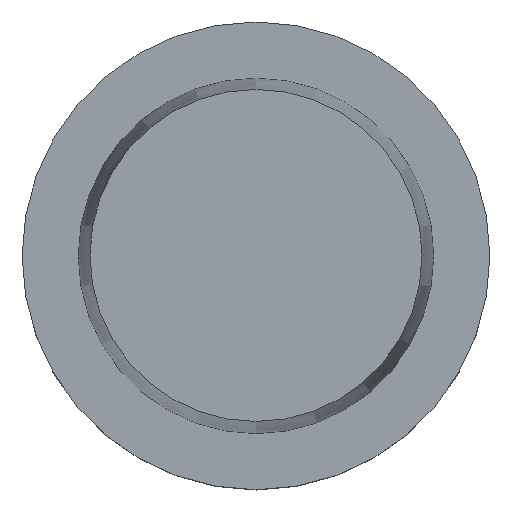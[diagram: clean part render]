
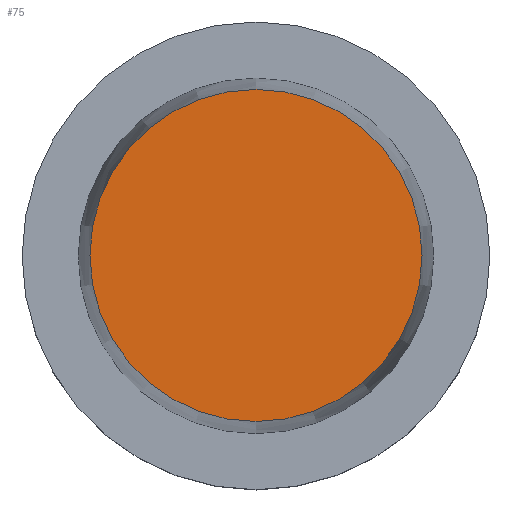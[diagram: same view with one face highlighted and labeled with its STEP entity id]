
A CAD part, top view. The second image highlights one B-rep face of the part: STEP entity #75.
In plain terms, the highlighted planar face has unit normal (0, 0, 1).
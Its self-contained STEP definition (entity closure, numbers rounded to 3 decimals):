
#75=ADVANCED_FACE('Unnamed[1]',(#217),#218,.T.);
#178=EDGE_CURVE('Unnamed[1]',#380,#380,#381,.T.);
#217=FACE_OUTER_BOUND('',#422,.T.);
#218=PLANE('',#423);
#380=VERTEX_POINT('',#624);
#381=CIRCLE('',#625,35.5);
#422=EDGE_LOOP('',(#668));
#423=AXIS2_PLACEMENT_3D('',#669,#670,#671);
#624=CARTESIAN_POINT('',(0.,35.5,50.0));
#625=AXIS2_PLACEMENT_3D('',#852,#853,#854);
#668=ORIENTED_EDGE('',*,*,#178,.F.);
#669=CARTESIAN_POINT('',(0.,17.75,50.0));
#670=DIRECTION('',(0.,0.,1.0));
#671=DIRECTION('',(0.,-1.0,0.));
#852=CARTESIAN_POINT('',(0.,0.,50.0));
#853=DIRECTION('',(0.,0.,-1.0));
#854=DIRECTION('',(0.,1.0,0.));
